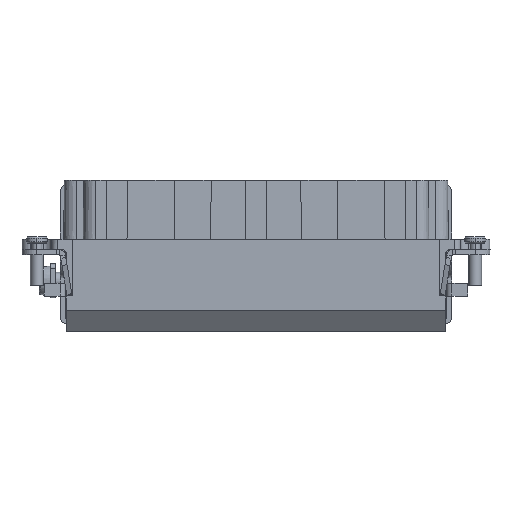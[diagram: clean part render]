
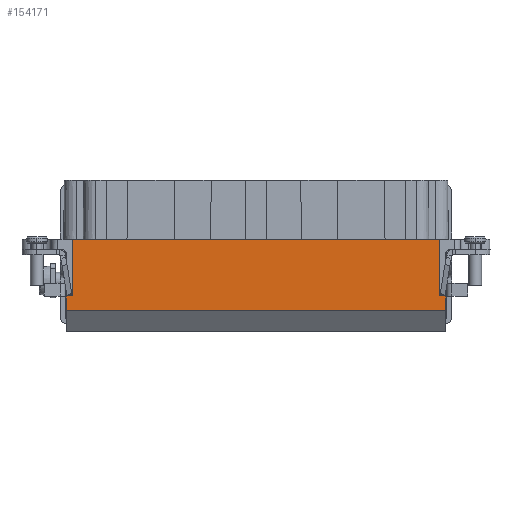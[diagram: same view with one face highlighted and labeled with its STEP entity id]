
A CAD part, top view. The second image highlights one B-rep face of the part: STEP entity #154171.
In plain terms, the highlighted planar face has unit normal (0, 0, 1).
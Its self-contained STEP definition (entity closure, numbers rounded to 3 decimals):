
#16337=DIRECTION('',(-1.,0.,0.));
#16338=VECTOR('',#16337,87.1);
#16339=CARTESIAN_POINT('',(43.55,-14.,17.));
#16340=LINE('',#16339,#16338);
#16479=DIRECTION('',(0.,1.,0.));
#16480=VECTOR('',#16479,3.5);
#16481=CARTESIAN_POINT('',(45.,-31.,17.));
#16482=LINE('',#16481,#16480);
#33519=DIRECTION('',(0.,1.,0.));
#33520=VECTOR('',#33519,3.5);
#33521=CARTESIAN_POINT('',(-45.,-31.,17.));
#33522=LINE('',#33521,#33520);
#34361=DIRECTION('',(0.,-1.,0.));
#34362=VECTOR('',#34361,13.5);
#34363=CARTESIAN_POINT('',(-43.55,-14.,17.));
#34364=LINE('',#34363,#34362);
#34369=DIRECTION('',(0.,1.,0.));
#34370=VECTOR('',#34369,13.5);
#34371=CARTESIAN_POINT('',(43.55,-27.5,17.));
#34372=LINE('',#34371,#34370);
#39467=DIRECTION('',(-1.,0.,0.));
#39468=VECTOR('',#39467,1.45);
#39469=CARTESIAN_POINT('',(45.,-27.5,17.));
#39470=LINE('',#39469,#39468);
#39475=DIRECTION('',(1.,0.,0.));
#39476=VECTOR('',#39475,90.);
#39477=CARTESIAN_POINT('',(-45.,-31.,17.));
#39478=LINE('',#39477,#39476);
#39479=DIRECTION('',(1.,0.,0.));
#39480=VECTOR('',#39479,1.45);
#39481=CARTESIAN_POINT('',(-45.,-27.5,17.));
#39482=LINE('',#39481,#39480);
#99369=CARTESIAN_POINT('',(-45.,-31.,17.));
#99370=CARTESIAN_POINT('',(-45.,-27.5,17.));
#99371=VERTEX_POINT('',#99369);
#99372=VERTEX_POINT('',#99370);
#99385=CARTESIAN_POINT('',(-43.55,-27.5,17.));
#99386=VERTEX_POINT('',#99385);
#99393=CARTESIAN_POINT('',(45.,-31.,17.));
#99394=CARTESIAN_POINT('',(45.,-27.5,17.));
#99395=VERTEX_POINT('',#99393);
#99396=VERTEX_POINT('',#99394);
#99405=CARTESIAN_POINT('',(43.55,-27.5,17.));
#99406=VERTEX_POINT('',#99405);
#99815=CARTESIAN_POINT('',(43.55,-14.,17.));
#99816=CARTESIAN_POINT('',(-43.55,-14.,17.));
#99817=VERTEX_POINT('',#99815);
#99818=VERTEX_POINT('',#99816);
#154152=CARTESIAN_POINT('',(-43.55,-14.,17.));
#154153=DIRECTION('',(0.,0.,1.));
#154154=DIRECTION('',(1.,0.,0.));
#154155=AXIS2_PLACEMENT_3D('',#154152,#154153,#154154);
#154156=PLANE('',#154155);
#154157=ORIENTED_EDGE('',*,*,#154144,.F.);
#154158=ORIENTED_EDGE('',*,*,#140776,.F.);
#154160=ORIENTED_EDGE('',*,*,#154159,.F.);
#154162=ORIENTED_EDGE('',*,*,#154161,.F.);
#154163=ORIENTED_EDGE('',*,*,#141044,.F.);
#154165=ORIENTED_EDGE('',*,*,#154164,.F.);
#154166=ORIENTED_EDGE('',*,*,#152748,.T.);
#154168=ORIENTED_EDGE('',*,*,#154167,.T.);
#154169=EDGE_LOOP('',(#154157,#154158,#154160,#154162,#154163,#154165,#154166,
#154168));
#154170=FACE_OUTER_BOUND('',#154169,.F.);
#154171=ADVANCED_FACE('',(#154170),#154156,.T.);
#140776=EDGE_CURVE('',#99817,#99818,#16340,.T.);
#141044=EDGE_CURVE('',#99395,#99396,#16482,.T.);
#152748=EDGE_CURVE('',#99371,#99372,#33522,.T.);
#154144=EDGE_CURVE('',#99818,#99386,#34364,.T.);
#154159=EDGE_CURVE('',#99406,#99817,#34372,.T.);
#154161=EDGE_CURVE('',#99396,#99406,#39470,.T.);
#154164=EDGE_CURVE('',#99371,#99395,#39478,.T.);
#154167=EDGE_CURVE('',#99372,#99386,#39482,.T.);
